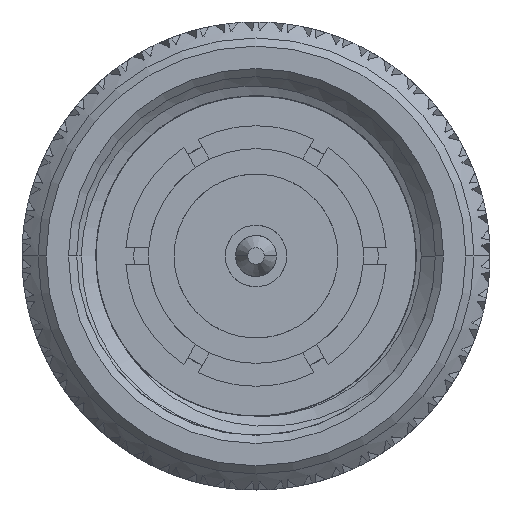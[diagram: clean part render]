
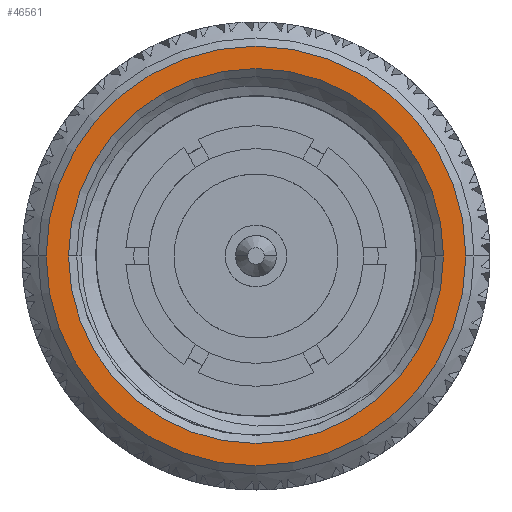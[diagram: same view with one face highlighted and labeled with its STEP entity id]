
A CAD part, left-side view. The second image highlights one B-rep face of the part: STEP entity #46561.
In plain terms, the highlighted planar face has unit normal (-1, 0, 0).
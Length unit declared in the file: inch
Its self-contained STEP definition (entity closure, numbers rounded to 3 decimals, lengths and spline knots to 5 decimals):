
#1665 = DIRECTION ( 'NONE',  ( 0., 1., 0. ) ) ;
#2898 = VERTEX_POINT ( 'NONE', #7308 ) ;
#6190 = CIRCLE ( 'NONE', #23459, 0.256 ) ;
#6493 = CARTESIAN_POINT ( 'NONE',  ( 0., 0., 0. ) ) ;
#7308 = CARTESIAN_POINT ( 'NONE',  ( 0., -0.22875, 0. ) ) ;
#15177 = EDGE_CURVE ( 'NONE', #48956, #2898, #40004, .T. ) ;
#20435 = CARTESIAN_POINT ( 'NONE',  ( 0., 0.22875, 0. ) ) ;
#20562 = DIRECTION ( 'NONE',  ( 0., 1., 0. ) ) ;
#22767 = CARTESIAN_POINT ( 'NONE',  ( 0., -0.256, 0. ) ) ;
#23459 = AXIS2_PLACEMENT_3D ( 'NONE', #81483, #65839, #89492 ) ;
#23870 = DIRECTION ( 'NONE',  ( 1., 0., 0. ) ) ;
#30703 = CIRCLE ( 'NONE', #65009, 0.256 ) ;
#32722 = VERTEX_POINT ( 'NONE', #74909 ) ;
#39338 = EDGE_LOOP ( 'NONE', ( #68596, #70898 ) ) ;
#40004 = CIRCLE ( 'NONE', #70883, 0.22875 ) ;
#42659 = ORIENTED_EDGE ( 'NONE', *, *, #70850, .T. ) ;
#46561 = ADVANCED_FACE ( 'NONE', ( #99559, #64709 ), #66840, .F. ) ;
#46579 = EDGE_CURVE ( 'NONE', #78793, #32722, #30703, .T. ) ;
#48956 = VERTEX_POINT ( 'NONE', #20435 ) ;
#51310 = AXIS2_PLACEMENT_3D ( 'NONE', #106016, #23870, #89422 ) ;
#55486 = AXIS2_PLACEMENT_3D ( 'NONE', #86678, #95725, #20562 ) ;
#57288 = ORIENTED_EDGE ( 'NONE', *, *, #15177, .T. ) ;
#61325 = EDGE_LOOP ( 'NONE', ( #42659, #57288 ) ) ;
#64709 = FACE_OUTER_BOUND ( 'NONE', #39338, .T. ) ;
#65009 = AXIS2_PLACEMENT_3D ( 'NONE', #68955, #94177, #1665 ) ;
#65839 = DIRECTION ( 'NONE',  ( -1., 0., 0. ) ) ;
#66840 = PLANE ( 'NONE',  #51310 ) ;
#68596 = ORIENTED_EDGE ( 'NONE', *, *, #105412, .T. ) ;
#68955 = CARTESIAN_POINT ( 'NONE',  ( 0., 0., 0. ) ) ;
#70850 = EDGE_CURVE ( 'NONE', #2898, #48956, #84752, .T. ) ;
#70883 = AXIS2_PLACEMENT_3D ( 'NONE', #6493, #71614, #79146 ) ;
#70898 = ORIENTED_EDGE ( 'NONE', *, *, #46579, .T. ) ;
#71614 = DIRECTION ( 'NONE',  ( 1., 0., 0. ) ) ;
#74909 = CARTESIAN_POINT ( 'NONE',  ( 0., 0.256, 0. ) ) ;
#78793 = VERTEX_POINT ( 'NONE', #22767 ) ;
#79146 = DIRECTION ( 'NONE',  ( 0., 1., 0. ) ) ;
#81483 = CARTESIAN_POINT ( 'NONE',  ( 0., 0., 0. ) ) ;
#84752 = CIRCLE ( 'NONE', #55486, 0.22875 ) ;
#86678 = CARTESIAN_POINT ( 'NONE',  ( 0., 0., 0. ) ) ;
#89422 = DIRECTION ( 'NONE',  ( 0., -1., 0. ) ) ;
#89492 = DIRECTION ( 'NONE',  ( 0., 1., 0. ) ) ;
#94177 = DIRECTION ( 'NONE',  ( -1., 0., 0. ) ) ;
#95725 = DIRECTION ( 'NONE',  ( 1., 0., 0. ) ) ;
#99559 = FACE_BOUND ( 'NONE', #61325, .T. ) ;
#105412 = EDGE_CURVE ( 'NONE', #32722, #78793, #6190, .T. ) ;
#106016 = CARTESIAN_POINT ( 'NONE',  ( 0., 0.27, 0. ) ) ;
